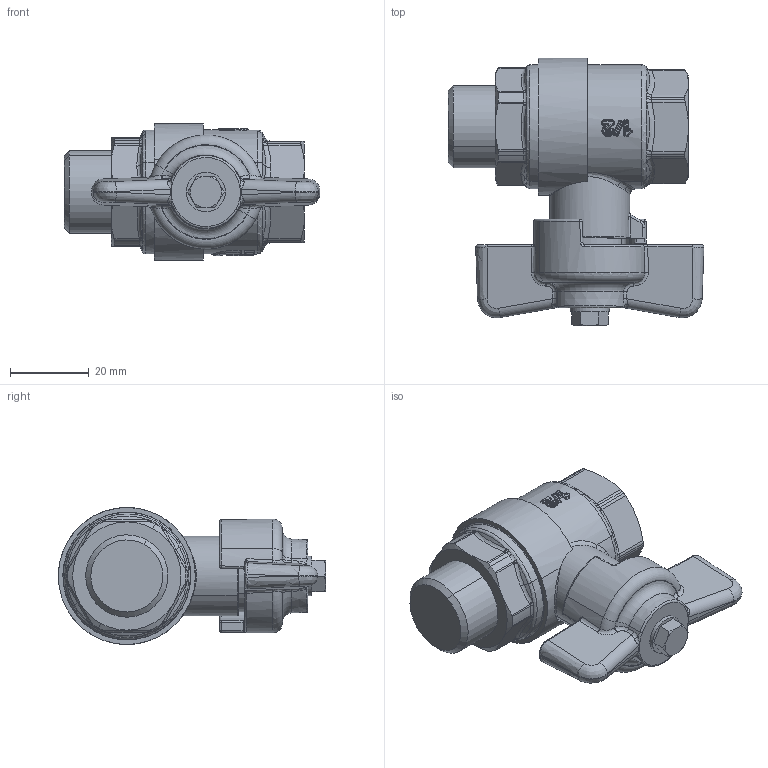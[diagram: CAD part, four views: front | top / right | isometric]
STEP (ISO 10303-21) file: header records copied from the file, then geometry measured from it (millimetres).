
FILE_DESCRIPTION(('CATIA V5 STEP Exchange'),'2;1');
FILE_NAME('STEP_332400_-_TST.stp','2017-10-20T09:58:20+00:00',('none'),('none'),'CATIA Version 5-6 Release 2016 SP4','CATIA V5 STEP AP203','none');
FILE_SCHEMA(('CONFIG_CONTROL_DESIGN'));
Length unit declared in the file: millimetre
Products named in the file (1): 332400 - TST
Bounding box: 64.98 x 67.9 x 34.79 mm (x, y, z)
Volume: 56897.6 mm3; surface area: 15016.5 mm2
Topology: 1 solids, 1 shells, 647 faces, 1547 edges, 861 vertices
Faces by surface type: bspline 315, cylinder 128, plane 66, torus 53, cone 48, sphere 37
Entity records: 34367 total; most frequent: CARTESIAN_POINT 23106, ORIENTED_EDGE 3004, EDGE_CURVE 1502, DIRECTION 1034, B_SPLINE_CURVE_WITH_KNOTS 954, VERTEX_POINT 861, EDGE_LOOP 657, ADVANCED_FACE 647
